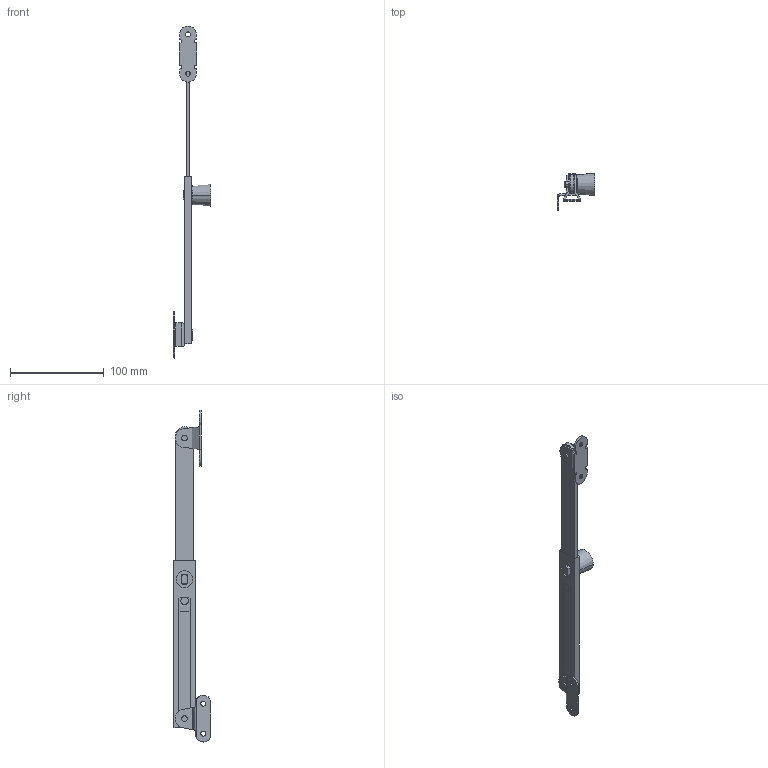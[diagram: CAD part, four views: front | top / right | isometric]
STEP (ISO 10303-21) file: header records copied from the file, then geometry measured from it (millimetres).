
FILE_DESCRIPTION (( 'STEP AP203' ), '1' );
FILE_NAME ('B-1469-2.STEP', '2012-01-13T07:59:28', ( '' ), ( '' ), 'SwSTEP 2.0', 'SolidWorks 2011', '' );
FILE_SCHEMA (( 'CONFIG_CONTROL_DESIGN' ));
Length unit declared in the file: millimetre
Products named in the file (9): B-1469-2ステー_; B-1469-2ツマミ_; B-1469-2僗僩僢僷乕_; B-1469-2; B-1469-2ピンA_; B-1469-2_僽儔働僢僩B_; B-1469-2ピンB_; B-1469-2僗儔僀僪働乕僗_; B-1469-2僽儔働僢僩A_
Assembly tree (8 placements, depth 2):
  B-1469-2
    B-1469-2僗僩僢僷乕_
    B-1469-2ツマミ_
    B-1469-2_僽儔働僢僩B_
    B-1469-2ピンB_
    B-1469-2ピンA_
    B-1469-2僽儔働僢僩A_
    B-1469-2ステー_
    B-1469-2僗儔僀僪働乕僗_
Bounding box: 40.5 x 40 x 355 mm (x, y, z)
Volume: 37812.3 mm3; surface area: 37657.5 mm2
Topology: 9 solids, 9 shells, 163 faces, 406 edges, 268 vertices
Faces by surface type: plane 81, cylinder 80, cone 2
Entity records: 5915 total; most frequent: DIRECTION 900, CARTESIAN_POINT 886, ORIENTED_EDGE 812, EDGE_CURVE 406, AXIS2_PLACEMENT_3D 330, VERTEX_POINT 268, VECTOR 240, LINE 240
